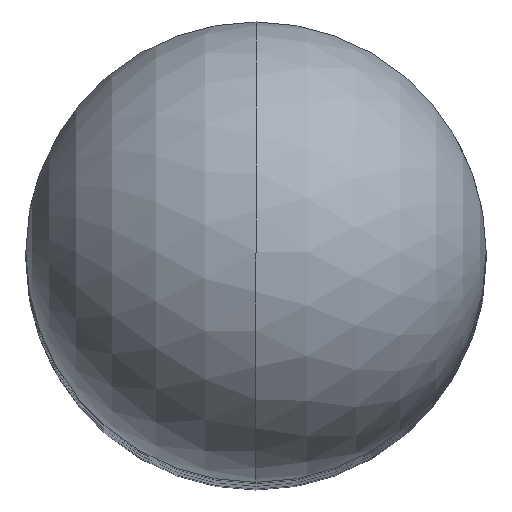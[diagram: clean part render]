
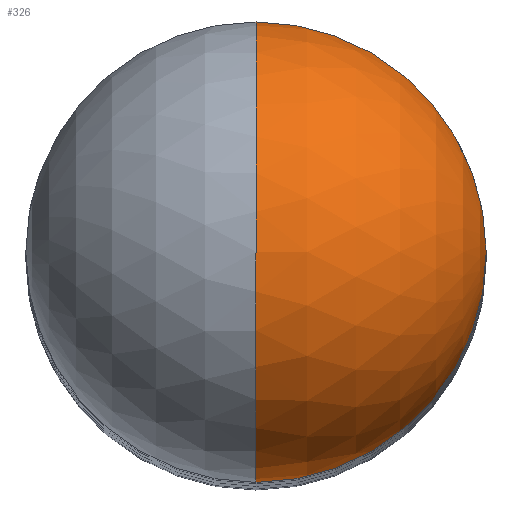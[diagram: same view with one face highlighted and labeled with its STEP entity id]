
A CAD part, top view. The second image highlights one B-rep face of the part: STEP entity #326.
In plain terms, the highlighted spherical face has radius 3 mm.
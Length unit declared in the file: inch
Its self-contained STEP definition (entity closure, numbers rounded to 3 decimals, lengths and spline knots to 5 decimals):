
#43 = CARTESIAN_POINT ( 'NONE',  ( 0., 0., -0.1181 ) ) ;
#59 = CARTESIAN_POINT ( 'NONE',  ( 0., 0., -0.1181 ) ) ;
#66 = CARTESIAN_POINT ( 'NONE',  ( 0., 0., -0.1181 ) ) ;
#73 = VERTEX_POINT ( 'NONE', #585 ) ;
#114 = DIRECTION ( 'NONE',  ( -1., 0., 0. ) ) ;
#130 = CIRCLE ( 'NONE', #770, 0.1181 ) ;
#131 = EDGE_LOOP ( 'NONE', ( #297, #433, #642, #385 ) ) ;
#162 = AXIS2_PLACEMENT_3D ( 'NONE', #633, #749, #201 ) ;
#187 = FACE_OUTER_BOUND ( 'NONE', #131, .T. ) ;
#193 = SPHERICAL_SURFACE ( 'NONE', #162, 0.1181 ) ;
#194 = CIRCLE ( 'NONE', #609, 0.1181 ) ;
#196 = DIRECTION ( 'NONE',  ( 0., 1., 0. ) ) ;
#199 = DIRECTION ( 'NONE',  ( 1., 0., 0. ) ) ;
#201 = DIRECTION ( 'NONE',  ( 0., 1., 0. ) ) ;
#206 = AXIS2_PLACEMENT_3D ( 'NONE', #43, #423, #413 ) ;
#208 = CIRCLE ( 'NONE', #426, 0.1181 ) ;
#219 = EDGE_CURVE ( 'NONE', #225, #699, #281, .T. ) ;
#225 = VERTEX_POINT ( 'NONE', #242 ) ;
#242 = CARTESIAN_POINT ( 'NONE',  ( 0.1181, 0., -0.1181 ) ) ;
#265 = VERTEX_POINT ( 'NONE', #742 ) ;
#281 = CIRCLE ( 'NONE', #206, 0.1181 ) ;
#297 = ORIENTED_EDGE ( 'NONE', *, *, #706, .F. ) ;
#326 = ADVANCED_FACE ( 'NONE', ( #187 ), #193, .T. ) ;
#385 = ORIENTED_EDGE ( 'NONE', *, *, #219, .T. ) ;
#413 = DIRECTION ( 'NONE',  ( 1., 0., 0. ) ) ;
#423 = DIRECTION ( 'NONE',  ( 0., 0., 1. ) ) ;
#426 = AXIS2_PLACEMENT_3D ( 'NONE', #66, #114, #578 ) ;
#433 = ORIENTED_EDGE ( 'NONE', *, *, #729, .T. ) ;
#447 = CARTESIAN_POINT ( 'NONE',  ( 0., 0.1181, -0.1181 ) ) ;
#513 = DIRECTION ( 'NONE',  ( 0., 0., 1. ) ) ;
#517 = CARTESIAN_POINT ( 'NONE',  ( 0., 0., -0.1181 ) ) ;
#578 = DIRECTION ( 'NONE',  ( 0., -1., 0. ) ) ;
#585 = CARTESIAN_POINT ( 'NONE',  ( 0., 0., 0. ) ) ;
#609 = AXIS2_PLACEMENT_3D ( 'NONE', #59, #757, #196 ) ;
#633 = CARTESIAN_POINT ( 'NONE',  ( 0., 0., -0.1181 ) ) ;
#642 = ORIENTED_EDGE ( 'NONE', *, *, #801, .T. ) ;
#699 = VERTEX_POINT ( 'NONE', #447 ) ;
#706 = EDGE_CURVE ( 'NONE', #73, #699, #208, .T. ) ;
#729 = EDGE_CURVE ( 'NONE', #73, #265, #194, .T. ) ;
#742 = CARTESIAN_POINT ( 'NONE',  ( 0., -0.1181, -0.1181 ) ) ;
#749 = DIRECTION ( 'NONE',  ( 1., 0., 0. ) ) ;
#757 = DIRECTION ( 'NONE',  ( 1., 0., 0. ) ) ;
#770 = AXIS2_PLACEMENT_3D ( 'NONE', #517, #513, #199 ) ;
#801 = EDGE_CURVE ( 'NONE', #265, #225, #130, .T. ) ;
